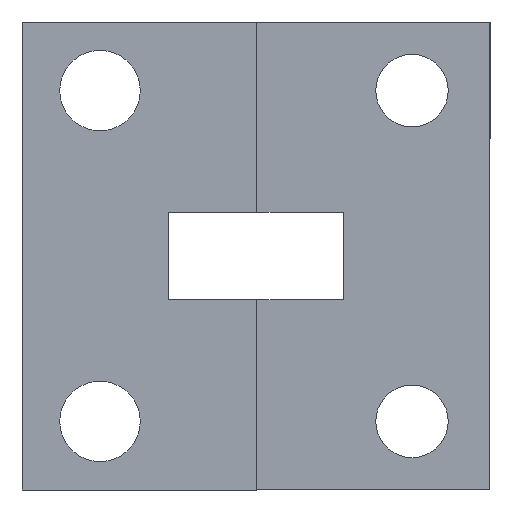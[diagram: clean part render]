
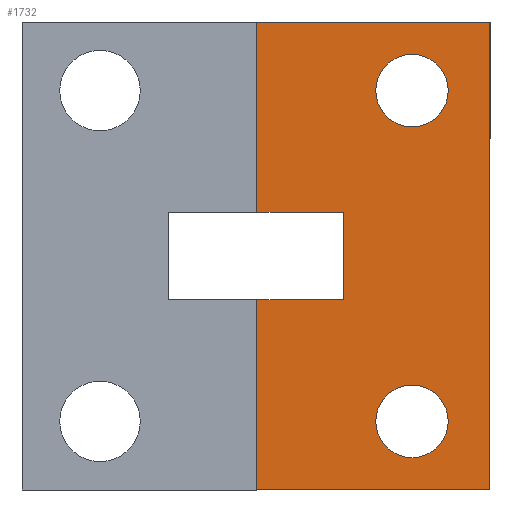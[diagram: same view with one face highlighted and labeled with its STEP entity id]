
A CAD part, left-side view. The second image highlights one B-rep face of the part: STEP entity #1732.
In plain terms, the highlighted planar face has unit normal (-1, 0, 0).
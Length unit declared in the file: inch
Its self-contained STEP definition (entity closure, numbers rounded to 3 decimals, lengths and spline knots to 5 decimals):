
#77=FACE_BOUND('',#321,.T.);
#78=FACE_BOUND('',#322,.T.);
#136=PLANE('',#1900);
#206=FACE_OUTER_BOUND('',#320,.T.);
#320=EDGE_LOOP('',(#1393,#1394,#1395,#1396,#1397,#1398,#1399,#1400));
#321=EDGE_LOOP('',(#1401));
#322=EDGE_LOOP('',(#1402));
#453=LINE('',#2682,#607);
#457=LINE('',#2689,#611);
#472=LINE('',#2745,#626);
#476=LINE('',#2754,#630);
#479=LINE('',#2758,#633);
#482=LINE('',#2764,#636);
#483=LINE('',#2766,#637);
#485=LINE('',#2769,#639);
#607=VECTOR('',#2156,0.3937);
#611=VECTOR('',#2162,0.3937);
#626=VECTOR('',#2227,0.3937);
#630=VECTOR('',#2233,0.3937);
#633=VECTOR('',#2238,0.3937);
#636=VECTOR('',#2243,0.3937);
#637=VECTOR('',#2246,0.3937);
#639=VECTOR('',#2250,0.3937);
#745=CIRCLE('',#1892,0.058);
#746=CIRCLE('',#1894,0.058);
#845=VERTEX_POINT('',#2679);
#846=VERTEX_POINT('',#2681);
#848=VERTEX_POINT('',#2687);
#859=VERTEX_POINT('',#2731);
#860=VERTEX_POINT('',#2735);
#863=VERTEX_POINT('',#2742);
#864=VERTEX_POINT('',#2744);
#867=VERTEX_POINT('',#2751);
#868=VERTEX_POINT('',#2753);
#870=VERTEX_POINT('',#2762);
#1021=EDGE_CURVE('',#845,#846,#453,.T.);
#1025=EDGE_CURVE('',#848,#845,#457,.T.);
#1046=EDGE_CURVE('',#859,#859,#745,.T.);
#1048=EDGE_CURVE('',#860,#860,#746,.T.);
#1052=EDGE_CURVE('',#864,#863,#472,.T.);
#1056=EDGE_CURVE('',#868,#867,#476,.T.);
#1059=EDGE_CURVE('',#863,#868,#479,.T.);
#1062=EDGE_CURVE('',#867,#870,#482,.T.);
#1063=EDGE_CURVE('',#848,#864,#483,.T.);
#1065=EDGE_CURVE('',#870,#846,#485,.T.);
#1393=ORIENTED_EDGE('',*,*,#1052,.T.);
#1394=ORIENTED_EDGE('',*,*,#1059,.T.);
#1395=ORIENTED_EDGE('',*,*,#1056,.T.);
#1396=ORIENTED_EDGE('',*,*,#1062,.T.);
#1397=ORIENTED_EDGE('',*,*,#1065,.T.);
#1398=ORIENTED_EDGE('',*,*,#1021,.F.);
#1399=ORIENTED_EDGE('',*,*,#1025,.F.);
#1400=ORIENTED_EDGE('',*,*,#1063,.T.);
#1401=ORIENTED_EDGE('',*,*,#1046,.T.);
#1402=ORIENTED_EDGE('',*,*,#1048,.T.);
#1732=ADVANCED_FACE('',(#206,#77,#78),#136,.T.);
#1892=AXIS2_PLACEMENT_3D('',#2732,#2215,#2216);
#1894=AXIS2_PLACEMENT_3D('',#2736,#2220,#2221);
#1900=AXIS2_PLACEMENT_3D('',#2768,#2248,#2249);
#2156=DIRECTION('',(0.,0.,1.));
#2162=DIRECTION('',(0.,1.,0.));
#2215=DIRECTION('center_axis',(1.,0.,0.));
#2216=DIRECTION('ref_axis',(0.,-1.,0.));
#2220=DIRECTION('center_axis',(1.,0.,0.));
#2221=DIRECTION('ref_axis',(0.,-1.,0.));
#2227=DIRECTION('',(0.,1.,0.));
#2233=DIRECTION('',(0.,-1.,0.));
#2238=DIRECTION('',(0.,0.,1.));
#2243=DIRECTION('',(0.,0.,1.));
#2246=DIRECTION('',(0.,0.,1.));
#2248=DIRECTION('center_axis',(-1.,0.,0.));
#2249=DIRECTION('ref_axis',(0.,0.,1.));
#2250=DIRECTION('',(0.,1.,0.));
#2679=CARTESIAN_POINT('',(0.,0.3735,-0.75));
#2681=CARTESIAN_POINT('',(0.,0.3735,0.));
#2682=CARTESIAN_POINT('',(0.,0.3735,-0.75));
#2687=CARTESIAN_POINT('',(0.,0.,-0.75));
#2689=CARTESIAN_POINT('',(0.,0.,-0.75));
#2731=CARTESIAN_POINT('',(0.,0.3065,-0.64));
#2732=CARTESIAN_POINT('Origin',(0.,0.2485,-0.64));
#2735=CARTESIAN_POINT('',(0.,0.3065,-0.11));
#2736=CARTESIAN_POINT('Origin',(0.,0.2485,-0.11));
#2742=CARTESIAN_POINT('',(0.,0.1385,-0.445));
#2744=CARTESIAN_POINT('',(0.,0.,-0.445));
#2745=CARTESIAN_POINT('',(0.,0.,-0.445));
#2751=CARTESIAN_POINT('',(0.,0.,-0.305));
#2753=CARTESIAN_POINT('',(0.,0.1385,-0.305));
#2754=CARTESIAN_POINT('',(0.,0.06925,-0.305));
#2758=CARTESIAN_POINT('',(0.,0.1385,-0.5975));
#2762=CARTESIAN_POINT('',(0.,0.,0.));
#2764=CARTESIAN_POINT('',(0.,0.,-0.75));
#2766=CARTESIAN_POINT('',(0.,0.,-0.75));
#2768=CARTESIAN_POINT('Origin',(0.,0.,-0.75));
#2769=CARTESIAN_POINT('',(0.,0.,0.));
